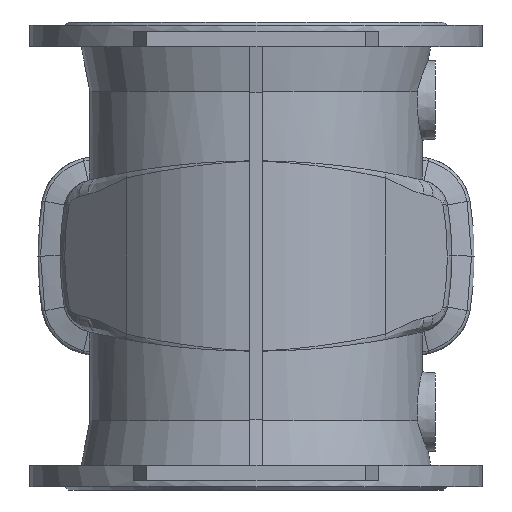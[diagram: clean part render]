
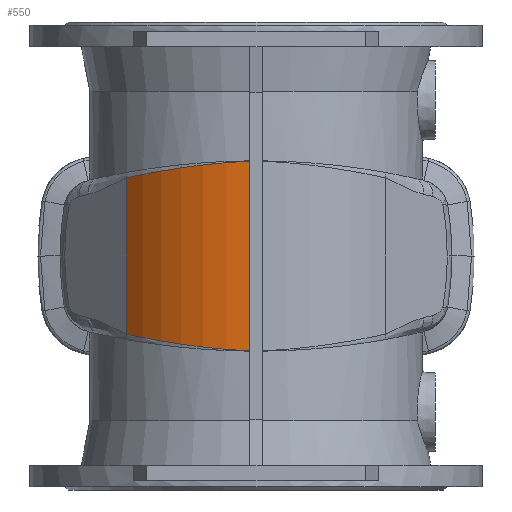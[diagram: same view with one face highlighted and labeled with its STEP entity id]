
A CAD part, front view. The second image highlights one B-rep face of the part: STEP entity #550.
In plain terms, the highlighted cylindrical face has radius 216.5 mm (diameter 433 mm), a partial arc.
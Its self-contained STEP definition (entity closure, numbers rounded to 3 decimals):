
#550 = ADVANCED_FACE ( 'NONE', ( #6357 ), #6364, .T. ) ;
#2173 = B_SPLINE_CURVE_WITH_KNOTS ( 'NONE', 3,
 ( #21824, #21832, #21842, #21843, #21844, #21845, #21846, #21847, #21848, #21849, #21850, #21851, #21852, #21853, #21854, #21855, #21856, #21857, #21858, #21859, #21860, #21861, #21862, #21863, #21864, #21865, #21866, #21867 ),
 .UNSPECIFIED., .F., .F.,
 ( 4, 2, 2, 2, 2, 2, 2, 2, 2, 2, 2, 2, 2, 4 ),
 ( 0., 0.011, 0.023, 0.046, 0.069, 0.092, 0.103, 0.114, 0.137, 0.143, 0.149, 0.16, 0.172, 0.183 ),
 .UNSPECIFIED. ) ;
#2176 = B_SPLINE_CURVE_WITH_KNOTS ( 'NONE', 3,
 ( #21869, #21840, #21872, #21873, #21874, #21875, #21876, #21877, #21878, #21879, #21880, #21881, #21882, #21883, #21884, #21885, #21886, #21887, #21888, #21889, #21890, #21891, #21892, #21893, #21894, #21895, #21896, #21897 ),
 .UNSPECIFIED., .F., .F.,
 ( 4, 2, 2, 2, 2, 2, 2, 2, 2, 2, 2, 2, 2, 4 ),
 ( 0., 0.011, 0.023, 0.046, 0.069, 0.092, 0.103, 0.114, 0.137, 0.143, 0.149, 0.16, 0.172, 0.183 ),
 .UNSPECIFIED. ) ;
#5645 = AXIS2_PLACEMENT_3D ( 'NONE', #10080, #10078, #10076 ) ;
#6357 = FACE_OUTER_BOUND ( 'NONE', #23619, .T. ) ;
#6364 = CYLINDRICAL_SURFACE ( 'NONE', #5645, 216.5 ) ;
#10076 = DIRECTION ( 'NONE',  ( -1., 0., 0. ) ) ;
#10078 = DIRECTION ( 'NONE',  ( 0., 0., -1. ) ) ;
#10080 = CARTESIAN_POINT ( 'NONE',  ( 0., 3.5, 275. ) ) ;
#19333 = CARTESIAN_POINT ( 'NONE',  ( -8., -212.852, 121.646 ) ) ;
#19364 = CARTESIAN_POINT ( 'NONE',  ( -165.849, -135.664, 100.029 ) ) ;
#19489 = CARTESIAN_POINT ( 'NONE',  ( -8., -212.852, -121.646 ) ) ;
#19515 = CARTESIAN_POINT ( 'NONE',  ( -165.849, -135.664, -100.029 ) ) ;
#21337 = LINE ( 'NONE', #21841, #21343 ) ;
#21340 = LINE ( 'NONE', #21838, #21341 ) ;
#21341 = VECTOR ( 'NONE', #21839, 1000. ) ;
#21343 = VECTOR ( 'NONE', #21868, 1000. ) ;
#21824 = CARTESIAN_POINT ( 'NONE',  ( -165.849, -135.664, 100.029 ) ) ;
#21832 = CARTESIAN_POINT ( 'NONE',  ( -163.421, -138.557, 100.586 ) ) ;
#21838 = CARTESIAN_POINT ( 'NONE',  ( -8., -212.852, 275. ) ) ;
#21839 = DIRECTION ( 'NONE',  ( 0., 0., -1. ) ) ;
#21840 = CARTESIAN_POINT ( 'NONE',  ( -163.421, -138.557, -100.586 ) ) ;
#21841 = CARTESIAN_POINT ( 'NONE',  ( -165.849, -135.664, 275. ) ) ;
#21842 = CARTESIAN_POINT ( 'NONE',  ( -160.921, -141.383, 101.149 ) ) ;
#21843 = CARTESIAN_POINT ( 'NONE',  ( -155.775, -146.902, 102.282 ) ) ;
#21844 = CARTESIAN_POINT ( 'NONE',  ( -153.126, -149.597, 102.852 ) ) ;
#21845 = CARTESIAN_POINT ( 'NONE',  ( -145.019, -157.429, 104.557 ) ) ;
#21846 = CARTESIAN_POINT ( 'NONE',  ( -139.382, -162.332, 105.688 ) ) ;
#21847 = CARTESIAN_POINT ( 'NONE',  ( -127.655, -171.519, 107.915 ) ) ;
#21848 = CARTESIAN_POINT ( 'NONE',  ( -121.565, -175.804, 109.011 ) ) ;
#21849 = CARTESIAN_POINT ( 'NONE',  ( -108.924, -183.753, 111.141 ) ) ;
#21850 = CARTESIAN_POINT ( 'NONE',  ( -102.373, -187.417, 112.176 ) ) ;
#21851 = CARTESIAN_POINT ( 'NONE',  ( -92.185, -192.43, 113.662 ) ) ;
#21852 = CARTESIAN_POINT ( 'NONE',  ( -88.751, -194.009, 114.143 ) ) ;
#21853 = CARTESIAN_POINT ( 'NONE',  ( -81.814, -196.982, 115.074 ) ) ;
#21854 = CARTESIAN_POINT ( 'NONE',  ( -78.31, -198.376, 115.524 ) ) ;
#21855 = CARTESIAN_POINT ( 'NONE',  ( -67.693, -202.283, 116.822 ) ) ;
#21856 = CARTESIAN_POINT ( 'NONE',  ( -60.473, -204.522, 117.621 ) ) ;
#21857 = CARTESIAN_POINT ( 'NONE',  ( -51.267, -206.851, 118.523 ) ) ;
#21858 = CARTESIAN_POINT ( 'NONE',  ( -49.418, -207.293, 118.699 ) ) ;
#21859 = CARTESIAN_POINT ( 'NONE',  ( -45.711, -208.128, 119.04 ) ) ;
#21860 = CARTESIAN_POINT ( 'NONE',  ( -43.853, -208.521, 119.205 ) ) ;
#21861 = CARTESIAN_POINT ( 'NONE',  ( -38.264, -209.626, 119.684 ) ) ;
#21862 = CARTESIAN_POINT ( 'NONE',  ( -34.519, -210.264, 119.982 ) ) ;
#21863 = CARTESIAN_POINT ( 'NONE',  ( -26.989, -211.345, 120.535 ) ) ;
#21864 = CARTESIAN_POINT ( 'NONE',  ( -23.202, -211.787, 120.789 ) ) ;
#21865 = CARTESIAN_POINT ( 'NONE',  ( -15.615, -212.47, 121.252 ) ) ;
#21866 = CARTESIAN_POINT ( 'NONE',  ( -11.811, -212.711, 121.461 ) ) ;
#21867 = CARTESIAN_POINT ( 'NONE',  ( -8., -212.852, 121.646 ) ) ;
#21868 = DIRECTION ( 'NONE',  ( 0., 0., -1. ) ) ;
#21869 = CARTESIAN_POINT ( 'NONE',  ( -165.849, -135.664, -100.029 ) ) ;
#21872 = CARTESIAN_POINT ( 'NONE',  ( -160.921, -141.383, -101.149 ) ) ;
#21873 = CARTESIAN_POINT ( 'NONE',  ( -155.775, -146.902, -102.282 ) ) ;
#21874 = CARTESIAN_POINT ( 'NONE',  ( -153.126, -149.597, -102.852 ) ) ;
#21875 = CARTESIAN_POINT ( 'NONE',  ( -145.019, -157.429, -104.557 ) ) ;
#21876 = CARTESIAN_POINT ( 'NONE',  ( -139.382, -162.332, -105.688 ) ) ;
#21877 = CARTESIAN_POINT ( 'NONE',  ( -127.655, -171.519, -107.915 ) ) ;
#21878 = CARTESIAN_POINT ( 'NONE',  ( -121.565, -175.804, -109.011 ) ) ;
#21879 = CARTESIAN_POINT ( 'NONE',  ( -108.924, -183.753, -111.141 ) ) ;
#21880 = CARTESIAN_POINT ( 'NONE',  ( -102.373, -187.417, -112.176 ) ) ;
#21881 = CARTESIAN_POINT ( 'NONE',  ( -92.185, -192.43, -113.662 ) ) ;
#21882 = CARTESIAN_POINT ( 'NONE',  ( -88.751, -194.009, -114.143 ) ) ;
#21883 = CARTESIAN_POINT ( 'NONE',  ( -81.814, -196.982, -115.074 ) ) ;
#21884 = CARTESIAN_POINT ( 'NONE',  ( -78.31, -198.376, -115.524 ) ) ;
#21885 = CARTESIAN_POINT ( 'NONE',  ( -67.693, -202.283, -116.822 ) ) ;
#21886 = CARTESIAN_POINT ( 'NONE',  ( -60.473, -204.522, -117.621 ) ) ;
#21887 = CARTESIAN_POINT ( 'NONE',  ( -51.267, -206.851, -118.523 ) ) ;
#21888 = CARTESIAN_POINT ( 'NONE',  ( -49.418, -207.293, -118.699 ) ) ;
#21889 = CARTESIAN_POINT ( 'NONE',  ( -45.711, -208.128, -119.04 ) ) ;
#21890 = CARTESIAN_POINT ( 'NONE',  ( -43.853, -208.521, -119.205 ) ) ;
#21891 = CARTESIAN_POINT ( 'NONE',  ( -38.264, -209.626, -119.684 ) ) ;
#21892 = CARTESIAN_POINT ( 'NONE',  ( -34.519, -210.264, -119.982 ) ) ;
#21893 = CARTESIAN_POINT ( 'NONE',  ( -26.989, -211.345, -120.535 ) ) ;
#21894 = CARTESIAN_POINT ( 'NONE',  ( -23.202, -211.787, -120.789 ) ) ;
#21895 = CARTESIAN_POINT ( 'NONE',  ( -15.615, -212.47, -121.252 ) ) ;
#21896 = CARTESIAN_POINT ( 'NONE',  ( -11.811, -212.711, -121.461 ) ) ;
#21897 = CARTESIAN_POINT ( 'NONE',  ( -8., -212.852, -121.646 ) ) ;
#23094 = ORIENTED_EDGE ( 'NONE', *, *, #24423, .F. ) ;
#23095 = ORIENTED_EDGE ( 'NONE', *, *, #24424, .F. ) ;
#23096 = ORIENTED_EDGE ( 'NONE', *, *, #24425, .T. ) ;
#23097 = ORIENTED_EDGE ( 'NONE', *, *, #24426, .T. ) ;
#23426 = VERTEX_POINT ( 'NONE', #19333 ) ;
#23457 = VERTEX_POINT ( 'NONE', #19364 ) ;
#23582 = VERTEX_POINT ( 'NONE', #19489 ) ;
#23608 = VERTEX_POINT ( 'NONE', #19515 ) ;
#23619 = EDGE_LOOP ( 'NONE', ( #23094, #23095, #23096, #23097 ) ) ;
#24423 = EDGE_CURVE ( 'NONE', #23426, #23582, #21340, .T. ) ;
#24424 = EDGE_CURVE ( 'NONE', #23457, #23426, #2173, .T. ) ;
#24425 = EDGE_CURVE ( 'NONE', #23457, #23608, #21337, .T. ) ;
#24426 = EDGE_CURVE ( 'NONE', #23608, #23582, #2176, .T. ) ;
